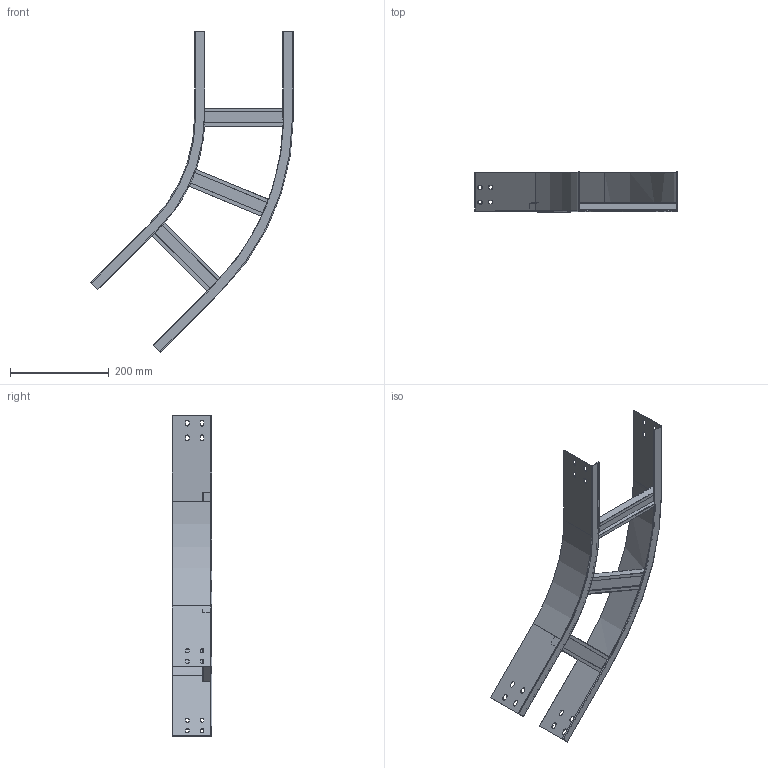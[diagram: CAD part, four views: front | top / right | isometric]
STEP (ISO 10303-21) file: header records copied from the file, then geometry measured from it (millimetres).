
FILE_DESCRIPTION (( 'STEP AP203' ), '1' );
FILE_NAME ('Óãîë ãîðèçîíòàëüíûé 45ãð R300_LC0832.step', '2012-12-18T12:44:36', ( 'Àñååâ' ), ( '' ), 'SwSTEP 2.0', 'SolidWorks 2012', '' );
FILE_SCHEMA (( 'CONFIG_CONTROL_DESIGN' ));
Length unit declared in the file: millimetre
Products named in the file (1): 鱼铍 泐痂珙眚嚯 45沭 R300_LC0832
Bounding box: 410.2 x 80 x 648.88 mm (x, y, z)
Volume: 209687.7 mm3; surface area: 360174.4 mm2
Topology: 1 solids, 1 shells, 182 faces, 544 edges, 344 vertices
Faces by surface type: plane 126, cylinder 50, torus 6
Entity records: 6265 total; most frequent: ORIENTED_EDGE 1088, CARTESIAN_POINT 1071, DIRECTION 1066, EDGE_CURVE 544, LINE 388, VECTOR 388, VERTEX_POINT 344, AXIS2_PLACEMENT_3D 339
